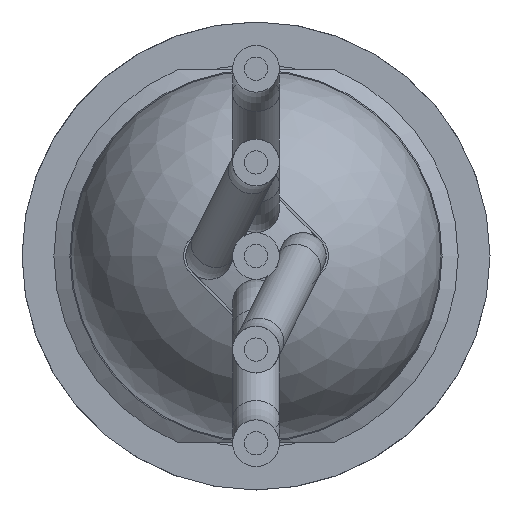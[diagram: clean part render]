
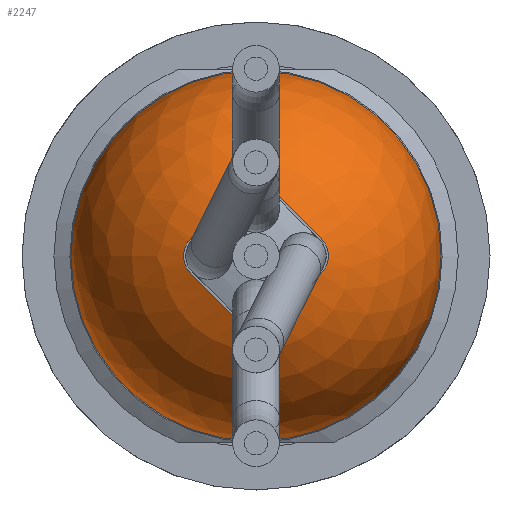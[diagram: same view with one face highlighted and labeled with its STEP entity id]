
A CAD part, front view. The second image highlights one B-rep face of the part: STEP entity #2247.
In plain terms, the highlighted spherical face has radius 8.7 mm.
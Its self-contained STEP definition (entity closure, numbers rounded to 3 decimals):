
#17=SPHERICAL_SURFACE('',#2482,8.7);
#567=FACE_OUTER_BOUND('',#699,.T.);
#699=EDGE_LOOP('',(#1945,#1946,#1947,#1948,#1949,#1950,#1951,#1952,#1953,
#1954,#1955,#1956,#1957));
#760=B_SPLINE_CURVE_WITH_KNOTS('',3,(#3839,#3840,#3841,#3842,#3843,#3844,
#3845,#3846,#3847,#3848),.UNSPECIFIED.,.F.,.F.,(4,2,2,2,4),(0.,0.046,
0.091,0.137,0.182),.UNSPECIFIED.);
#761=B_SPLINE_CURVE_WITH_KNOTS('',3,(#3862,#3863,#3864,#3865,#3866,#3867,
#3868,#3869,#3870,#3871),.UNSPECIFIED.,.F.,.F.,(4,2,2,2,4),(0.,0.046,
0.091,0.137,0.182),.UNSPECIFIED.);
#762=B_SPLINE_CURVE_WITH_KNOTS('',3,(#3907,#3908,#3909,#3910,#3911,#3912),
 .UNSPECIFIED.,.F.,.F.,(4,2,4),(0.,0.046,0.091),
 .UNSPECIFIED.);
#763=B_SPLINE_CURVE_WITH_KNOTS('',3,(#3917,#3918,#3919,#3920,#3921,#3922),
 .UNSPECIFIED.,.F.,.F.,(4,2,4),(0.091,0.137,0.182),
 .UNSPECIFIED.);
#764=B_SPLINE_CURVE_WITH_KNOTS('',3,(#3930,#3931,#3932,#3933,#3934,#3935,
#3936,#3937,#3938,#3939),.UNSPECIFIED.,.F.,.F.,(4,2,2,2,4),(0.,0.046,
0.091,0.137,0.182),.UNSPECIFIED.);
#845=CIRCLE('',#2453,8.252);
#847=CIRCLE('',#2457,8.252);
#852=CIRCLE('',#2467,8.252);
#854=CIRCLE('',#2471,8.252);
#860=CIRCLE('',#2483,8.7);
#861=CIRCLE('',#2484,8.7);
#862=CIRCLE('',#2485,8.7);
#1064=VERTEX_POINT('',#3837);
#1065=VERTEX_POINT('',#3838);
#1068=VERTEX_POINT('',#3855);
#1070=VERTEX_POINT('',#3861);
#1072=VERTEX_POINT('',#3876);
#1078=VERTEX_POINT('',#3900);
#1080=VERTEX_POINT('',#3906);
#1082=VERTEX_POINT('',#3915);
#1083=VERTEX_POINT('',#3924);
#1086=VERTEX_POINT('',#3979);
#1087=VERTEX_POINT('',#3981);
#1354=EDGE_CURVE('',#1064,#1065,#760,.T.);
#1358=EDGE_CURVE('',#1068,#1064,#845,.T.);
#1361=EDGE_CURVE('',#1070,#1068,#761,.T.);
#1364=EDGE_CURVE('',#1072,#1070,#847,.T.);
#1377=EDGE_CURVE('',#1065,#1078,#852,.T.);
#1380=EDGE_CURVE('',#1078,#1080,#762,.T.);
#1383=EDGE_CURVE('',#1080,#1082,#763,.T.);
#1384=EDGE_CURVE('',#1082,#1083,#854,.T.);
#1387=EDGE_CURVE('',#1083,#1072,#764,.T.);
#1395=EDGE_CURVE('',#1080,#1086,#860,.T.);
#1396=EDGE_CURVE('',#1086,#1087,#861,.T.);
#1397=EDGE_CURVE('',#1087,#1086,#862,.T.);
#1945=ORIENTED_EDGE('',*,*,#1380,.T.);
#1946=ORIENTED_EDGE('',*,*,#1395,.T.);
#1947=ORIENTED_EDGE('',*,*,#1396,.T.);
#1948=ORIENTED_EDGE('',*,*,#1397,.T.);
#1949=ORIENTED_EDGE('',*,*,#1395,.F.);
#1950=ORIENTED_EDGE('',*,*,#1383,.T.);
#1951=ORIENTED_EDGE('',*,*,#1384,.T.);
#1952=ORIENTED_EDGE('',*,*,#1387,.T.);
#1953=ORIENTED_EDGE('',*,*,#1364,.T.);
#1954=ORIENTED_EDGE('',*,*,#1361,.T.);
#1955=ORIENTED_EDGE('',*,*,#1358,.T.);
#1956=ORIENTED_EDGE('',*,*,#1354,.T.);
#1957=ORIENTED_EDGE('',*,*,#1377,.T.);
#2247=ADVANCED_FACE('',(#567),#17,.T.);
#2453=AXIS2_PLACEMENT_3D('',#3856,#2992,#2993);
#2457=AXIS2_PLACEMENT_3D('',#3877,#3003,#3004);
#2467=AXIS2_PLACEMENT_3D('',#3901,#3031,#3032);
#2471=AXIS2_PLACEMENT_3D('',#3925,#3042,#3043);
#2482=AXIS2_PLACEMENT_3D('',#3978,#3066,#3067);
#2483=AXIS2_PLACEMENT_3D('',#3980,#3068,#3069);
#2484=AXIS2_PLACEMENT_3D('',#3982,#3070,#3071);
#2485=AXIS2_PLACEMENT_3D('',#3983,#3072,#3073);
#2992=DIRECTION('center_axis',(0.707,0.,
-0.707));
#2993=DIRECTION('ref_axis',(0.,-1.,0.));
#3003=DIRECTION('center_axis',(0.707,0.,0.707));
#3004=DIRECTION('ref_axis',(0.,1.,0.));
#3031=DIRECTION('center_axis',(-0.707,0.,
-0.707));
#3032=DIRECTION('ref_axis',(0.,-1.,0.));
#3042=DIRECTION('center_axis',(-0.707,0.,
0.707));
#3043=DIRECTION('ref_axis',(0.,1.,0.));
#3066=DIRECTION('center_axis',(0.,-1.,0.));
#3067=DIRECTION('ref_axis',(1.,0.,0.));
#3068=DIRECTION('center_axis',(0.,0.,
-1.));
#3069=DIRECTION('ref_axis',(-1.,0.,0.));
#3070=DIRECTION('center_axis',(0.,-1.,0.));
#3071=DIRECTION('ref_axis',(0.,0.,
-1.));
#3072=DIRECTION('center_axis',(0.,-1.,0.));
#3073=DIRECTION('ref_axis',(0.,0.,
-1.));
#3837=CARTESIAN_POINT('',(0.849,-11.904,-3.048));
#3838=CARTESIAN_POINT('',(-0.849,-11.904,-3.048));
#3839=CARTESIAN_POINT('Ctrl Pts',(0.849,-11.904,-3.048));
#3840=CARTESIAN_POINT('Ctrl Pts',(0.743,-11.876,-3.154));
#3841=CARTESIAN_POINT('Ctrl Pts',(0.609,-11.85,-3.246));
#3842=CARTESIAN_POINT('Ctrl Pts',(0.313,-11.817,-3.369));
#3843=CARTESIAN_POINT('Ctrl Pts',(0.152,-11.808,-3.4));
#3844=CARTESIAN_POINT('Ctrl Pts',(-0.152,-11.808,
-3.4));
#3845=CARTESIAN_POINT('Ctrl Pts',(-0.313,-11.817,
-3.369));
#3846=CARTESIAN_POINT('Ctrl Pts',(-0.609,-11.85,
-3.246));
#3847=CARTESIAN_POINT('Ctrl Pts',(-0.743,-11.876,
-3.154));
#3848=CARTESIAN_POINT('Ctrl Pts',(-0.849,-11.904,
-3.048));
#3855=CARTESIAN_POINT('',(3.048,-11.904,-0.849));
#3856=CARTESIAN_POINT('Origin',(1.948,-3.8,-1.948));
#3861=CARTESIAN_POINT('',(3.048,-11.904,0.849));
#3862=CARTESIAN_POINT('Ctrl Pts',(3.048,-11.904,0.849));
#3863=CARTESIAN_POINT('Ctrl Pts',(3.154,-11.876,0.743));
#3864=CARTESIAN_POINT('Ctrl Pts',(3.246,-11.85,0.609));
#3865=CARTESIAN_POINT('Ctrl Pts',(3.369,-11.817,0.313));
#3866=CARTESIAN_POINT('Ctrl Pts',(3.4,-11.808,0.152));
#3867=CARTESIAN_POINT('Ctrl Pts',(3.4,-11.808,-0.152));
#3868=CARTESIAN_POINT('Ctrl Pts',(3.369,-11.817,-0.313));
#3869=CARTESIAN_POINT('Ctrl Pts',(3.246,-11.85,-0.609));
#3870=CARTESIAN_POINT('Ctrl Pts',(3.154,-11.876,-0.743));
#3871=CARTESIAN_POINT('Ctrl Pts',(3.048,-11.904,-0.849));
#3876=CARTESIAN_POINT('',(0.849,-11.904,3.048));
#3877=CARTESIAN_POINT('Origin',(1.948,-3.8,1.948));
#3900=CARTESIAN_POINT('',(-3.048,-11.904,-0.849));
#3901=CARTESIAN_POINT('Origin',(-1.948,-3.8,-1.948));
#3906=CARTESIAN_POINT('',(-3.4,-11.808,0.));
#3907=CARTESIAN_POINT('Ctrl Pts',(-3.048,-11.904,-0.849));
#3908=CARTESIAN_POINT('Ctrl Pts',(-3.154,-11.876,-0.743));
#3909=CARTESIAN_POINT('Ctrl Pts',(-3.246,-11.85,-0.609));
#3910=CARTESIAN_POINT('Ctrl Pts',(-3.369,-11.817,-0.313));
#3911=CARTESIAN_POINT('Ctrl Pts',(-3.4,-11.808,-0.152));
#3912=CARTESIAN_POINT('Ctrl Pts',(-3.4,-11.808,0.));
#3915=CARTESIAN_POINT('',(-3.048,-11.904,0.849));
#3917=CARTESIAN_POINT('Ctrl Pts',(-3.4,-11.808,0.));
#3918=CARTESIAN_POINT('Ctrl Pts',(-3.4,-11.808,0.152));
#3919=CARTESIAN_POINT('Ctrl Pts',(-3.369,-11.817,0.313));
#3920=CARTESIAN_POINT('Ctrl Pts',(-3.246,-11.85,0.609));
#3921=CARTESIAN_POINT('Ctrl Pts',(-3.154,-11.876,0.743));
#3922=CARTESIAN_POINT('Ctrl Pts',(-3.048,-11.904,0.849));
#3924=CARTESIAN_POINT('',(-0.849,-11.904,3.048));
#3925=CARTESIAN_POINT('Origin',(-1.948,-3.8,1.948));
#3930=CARTESIAN_POINT('Ctrl Pts',(-0.849,-11.904,3.048));
#3931=CARTESIAN_POINT('Ctrl Pts',(-0.743,-11.876,3.154));
#3932=CARTESIAN_POINT('Ctrl Pts',(-0.609,-11.85,
3.246));
#3933=CARTESIAN_POINT('Ctrl Pts',(-0.313,-11.817,3.369));
#3934=CARTESIAN_POINT('Ctrl Pts',(-0.152,-11.808,
3.4));
#3935=CARTESIAN_POINT('Ctrl Pts',(0.152,-11.808,3.4));
#3936=CARTESIAN_POINT('Ctrl Pts',(0.313,-11.817,3.369));
#3937=CARTESIAN_POINT('Ctrl Pts',(0.609,-11.85,3.246));
#3938=CARTESIAN_POINT('Ctrl Pts',(0.743,-11.876,3.154));
#3939=CARTESIAN_POINT('Ctrl Pts',(0.849,-11.904,3.048));
#3978=CARTESIAN_POINT('Origin',(0.,-3.8,
0.));
#3979=CARTESIAN_POINT('',(-8.7,-3.8,0.));
#3980=CARTESIAN_POINT('Origin',(0.,-3.8,
0.));
#3981=CARTESIAN_POINT('',(0.,-3.8,8.7));
#3982=CARTESIAN_POINT('Origin',(0.,-3.8,
0.));
#3983=CARTESIAN_POINT('Origin',(0.,-3.8,
0.));
